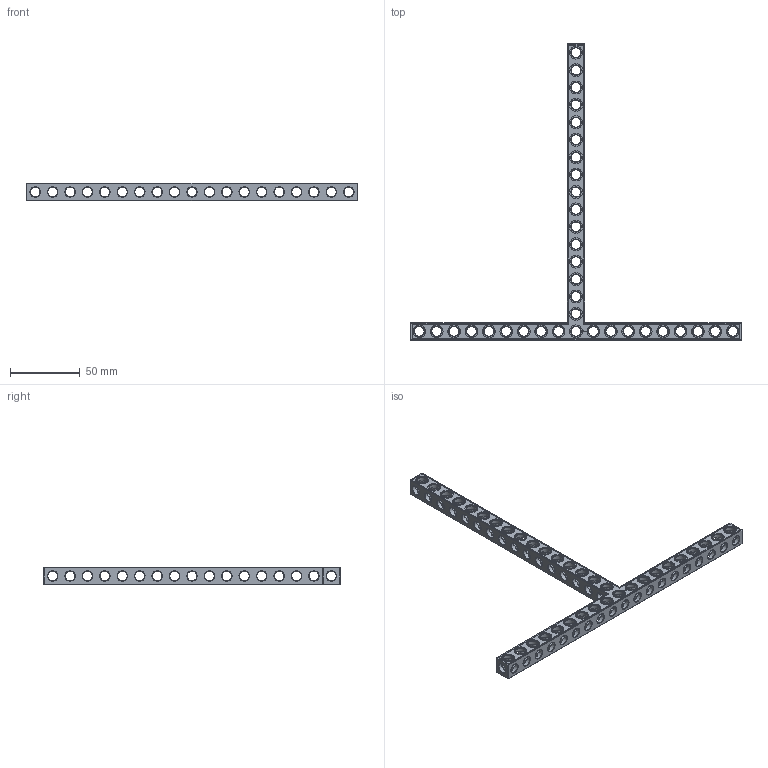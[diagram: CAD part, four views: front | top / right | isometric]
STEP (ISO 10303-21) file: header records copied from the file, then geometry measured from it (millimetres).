
FILE_DESCRIPTION(('FreeCAD Model'),'2;1');
FILE_NAME('Open CASCADE Shape Model','2022-01-29T22:11:11',( 'Paulo Kiefe'),('STEMFIE.org'),'Open CASCADE STEP processor 7.4', 'FreeCAD','Unknown');
FILE_SCHEMA(('AUTOMOTIVE_DESIGN { 1 0 10303 214 1 1 1 1 }'));
Products named in the file (1): Beam_TSH_SYM_ESS_BU19x17x01_-_SPN-BEM-1167_(stemfie.org)
Bounding box: 237.5 x 212.5 x 12.5 mm (x, y, z)
Volume: 34188.4 mm3; surface area: 30574.4 mm2
Topology: 1 solids, 1 shells, 896 faces, 2814 edges, 1849 vertices
Faces by surface type: plane 421, cylinder 213, cone 144, extrusion 118
Full cylindrical faces by diameter (mm): 6.98 x20, 7 x158, 9.2 x35
Entity records: 112080 total; most frequent: CARTESIAN_POINT 59718, DIRECTION 8578, ORIENTED_EDGE 5628, PCURVE 5628, DEFINITIONAL_REPRESENTATION 5628, VECTOR 5195, LINE 5077, EDGE_CURVE 2814
